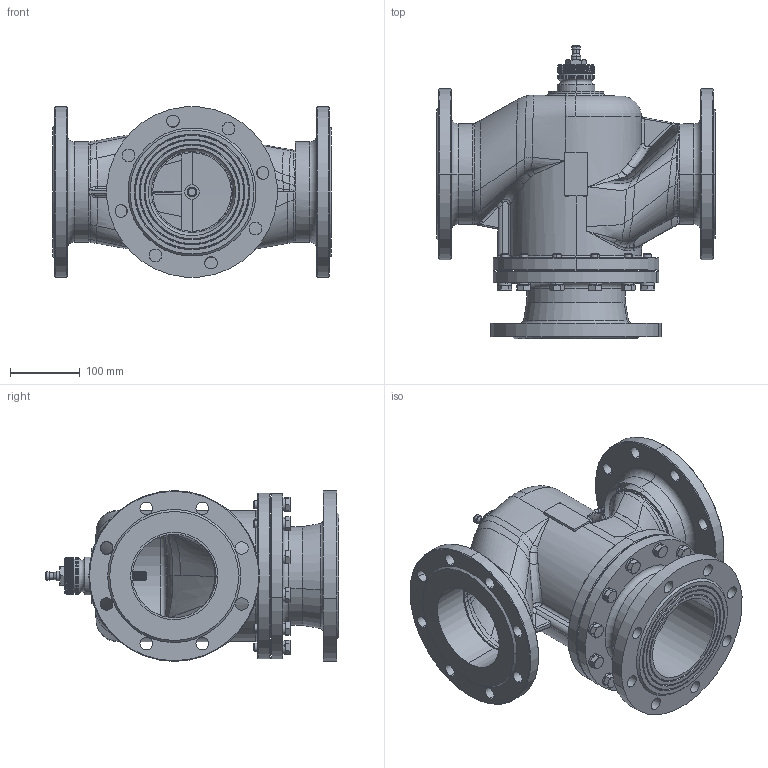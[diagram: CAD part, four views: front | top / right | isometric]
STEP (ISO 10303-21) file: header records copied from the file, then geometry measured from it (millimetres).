
FILE_DESCRIPTION((''),'2;1');
FILE_NAME('3D_STEP_CAD_MODEL_OF__SW0001','2023-03-27T16:26:28',('phili'),(''),'CREO PARAMETRIC BY PTC INC, 2019010','CREO PARAMETRIC BY PTC INC, 2019010','');
FILE_SCHEMA(('CONFIG_CONTROL_DESIGN'));
Products named in the file (1): 3D_STEP_CAD_MODEL_OF__SW0001
Bounding box: 400 x 421 x 245 mm (x, y, z)
Surface area: 1010201.4 mm2 (no closed solid volume)
Topology: 0 solids, 66 shells, 946 faces, 2827 edges, 1890 vertices
Faces by surface type: bspline 306, cylinder 247, cone 175, plane 166, torus 41, extrusion 11
Entity records: 111093 total; most frequent: CARTESIAN_POINT 88812, ORIENTED_EDGE 4807, DIRECTION 3632, EDGE_CURVE 2825, VERTEX_POINT 1890, AXIS2_PLACEMENT_3D 1464, B_SPLINE_CURVE_WITH_KNOTS 1308, EDGE_LOOP 1073
